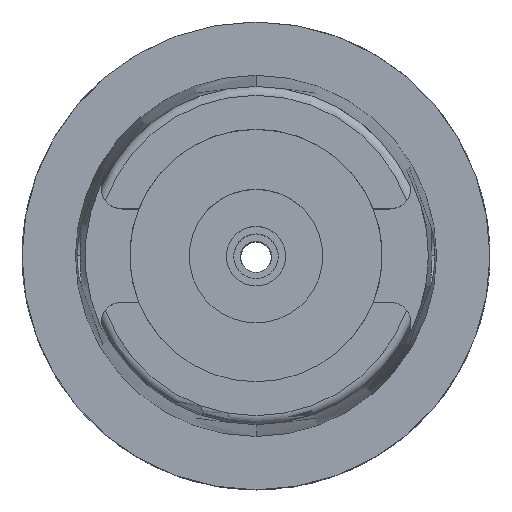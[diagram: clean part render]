
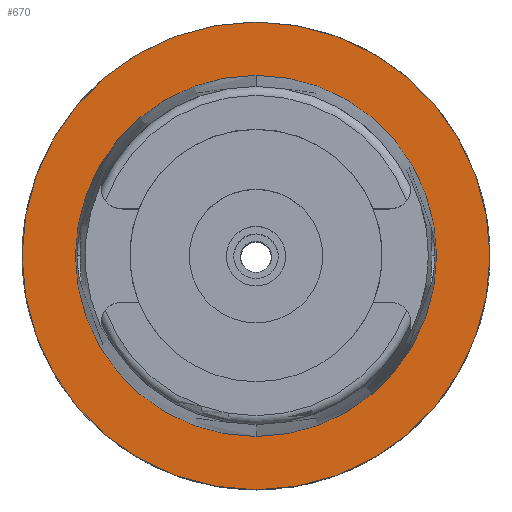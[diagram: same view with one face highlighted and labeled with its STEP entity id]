
A CAD part, top view. The second image highlights one B-rep face of the part: STEP entity #670.
In plain terms, the highlighted planar face has unit normal (0, 0, 1).
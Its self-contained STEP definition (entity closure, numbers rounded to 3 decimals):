
#52 = DIRECTION ( 'NONE',  ( 0., 1., 0. ) ) ;
#60 = CARTESIAN_POINT ( 'NONE',  ( 0., 24.315, 0. ) ) ;
#114 = ORIENTED_EDGE ( 'NONE', *, *, #4731, .F. ) ;
#132 = CARTESIAN_POINT ( 'NONE',  ( 0., 0., 0. ) ) ;
#160 = FACE_BOUND ( 'NONE', #3678, .T. ) ;
#189 = DIRECTION ( 'NONE',  ( 0., 0., 1. ) ) ;
#222 = ORIENTED_EDGE ( 'NONE', *, *, #809, .F. ) ;
#382 = AXIS2_PLACEMENT_3D ( 'NONE', #3740, #5471, #3400 ) ;
#441 = EDGE_CURVE ( 'NONE', #3857, #4040, #1778, .T. ) ;
#467 = CARTESIAN_POINT ( 'NONE',  ( 0., 0., 0. ) ) ;
#594 = FACE_OUTER_BOUND ( 'NONE', #2605, .T. ) ;
#625 = DIRECTION ( 'NONE',  ( 0., -1., 0. ) ) ;
#670 = ADVANCED_FACE ( 'NONE', ( #594, #160 ), #2306, .F. ) ;
#759 = DIRECTION ( 'NONE',  ( 0., 1., 0. ) ) ;
#809 = EDGE_CURVE ( 'NONE', #5045, #2231, #1062, .T. ) ;
#896 = CARTESIAN_POINT ( 'NONE',  ( 0., -31.5, 0. ) ) ;
#1062 = CIRCLE ( 'NONE', #5343, 24.315 ) ;
#1778 = CIRCLE ( 'NONE', #4900, 31.5 ) ;
#2047 = CARTESIAN_POINT ( 'NONE',  ( 0., 31.5, 0. ) ) ;
#2220 = DIRECTION ( 'NONE',  ( 0., -1., 0. ) ) ;
#2231 = VERTEX_POINT ( 'NONE', #3371 ) ;
#2284 = EDGE_CURVE ( 'NONE', #4040, #3857, #3329, .T. ) ;
#2306 = PLANE ( 'NONE',  #5071 ) ;
#2396 = ORIENTED_EDGE ( 'NONE', *, *, #441, .F. ) ;
#2605 = EDGE_LOOP ( 'NONE', ( #2396, #3519 ) ) ;
#3226 = AXIS2_PLACEMENT_3D ( 'NONE', #132, #189, #2220 ) ;
#3329 = CIRCLE ( 'NONE', #382, 31.5 ) ;
#3371 = CARTESIAN_POINT ( 'NONE',  ( 0., -24.315, 0. ) ) ;
#3400 = DIRECTION ( 'NONE',  ( 0., -1., 0. ) ) ;
#3519 = ORIENTED_EDGE ( 'NONE', *, *, #2284, .F. ) ;
#3678 = EDGE_LOOP ( 'NONE', ( #222, #114 ) ) ;
#3740 = CARTESIAN_POINT ( 'NONE',  ( 0., 0., 0. ) ) ;
#3857 = VERTEX_POINT ( 'NONE', #2047 ) ;
#3875 = DIRECTION ( 'NONE',  ( 0., 0., -1. ) ) ;
#4040 = VERTEX_POINT ( 'NONE', #896 ) ;
#4386 = CARTESIAN_POINT ( 'NONE',  ( 0., 0., 0. ) ) ;
#4578 = DIRECTION ( 'NONE',  ( 0., 0., 1. ) ) ;
#4731 = EDGE_CURVE ( 'NONE', #2231, #5045, #5077, .T. ) ;
#4900 = AXIS2_PLACEMENT_3D ( 'NONE', #467, #3875, #52 ) ;
#4947 = CARTESIAN_POINT ( 'NONE',  ( 0., 0., 0. ) ) ;
#5045 = VERTEX_POINT ( 'NONE', #60 ) ;
#5071 = AXIS2_PLACEMENT_3D ( 'NONE', #4386, #5300, #625 ) ;
#5077 = CIRCLE ( 'NONE', #3226, 24.315 ) ;
#5300 = DIRECTION ( 'NONE',  ( 0., 0., -1. ) ) ;
#5343 = AXIS2_PLACEMENT_3D ( 'NONE', #4947, #4578, #759 ) ;
#5471 = DIRECTION ( 'NONE',  ( 0., 0., -1. ) ) ;
